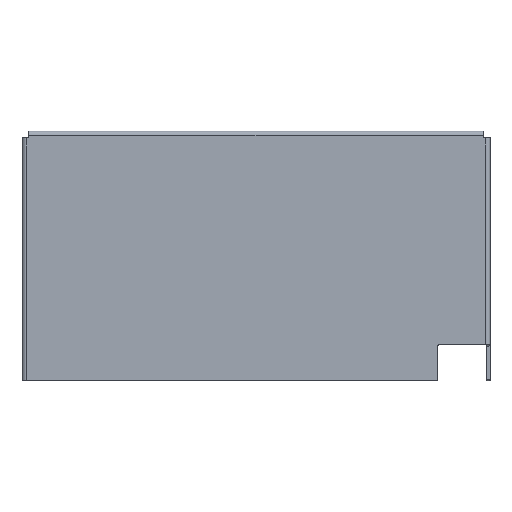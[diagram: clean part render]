
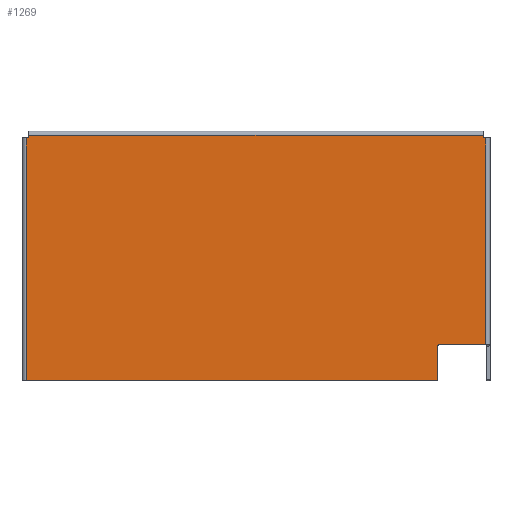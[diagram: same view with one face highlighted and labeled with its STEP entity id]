
A CAD part, front view. The second image highlights one B-rep face of the part: STEP entity #1269.
In plain terms, the highlighted planar face has unit normal (0, -1, 0).
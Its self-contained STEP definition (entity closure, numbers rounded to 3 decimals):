
#27 = VECTOR ( 'NONE', #1612, 1000. ) ;
#62 = CARTESIAN_POINT ( 'NONE',  ( -170.372, -2.3, 88.522 ) ) ;
#64 = VERTEX_POINT ( 'NONE', #1471 ) ;
#94 = ORIENTED_EDGE ( 'NONE', *, *, #757, .F. ) ;
#97 = CARTESIAN_POINT ( 'NONE',  ( 170.372, -2.3, 88.522 ) ) ;
#118 = EDGE_CURVE ( 'NONE', #192, #1741, #849, .T. ) ;
#142 = VECTOR ( 'NONE', #484, 1000. ) ;
#147 = CARTESIAN_POINT ( 'NONE',  ( -172.387, -2.3, -93.65 ) ) ;
#178 = ORIENTED_EDGE ( 'NONE', *, *, #1148, .F. ) ;
#190 = CARTESIAN_POINT ( 'NONE',  ( 137.387, -2.3, -66.65 ) ) ;
#192 = VERTEX_POINT ( 'NONE', #62 ) ;
#208 = DIRECTION ( 'NONE',  ( 0., 1., 0. ) ) ;
#216 = VERTEX_POINT ( 'NONE', #739 ) ;
#234 = LINE ( 'NONE', #780, #27 ) ;
#240 = LINE ( 'NONE', #97, #1674 ) ;
#268 = DIRECTION ( 'NONE',  ( 0., 0., 1. ) ) ;
#269 = VERTEX_POINT ( 'NONE', #190 ) ;
#271 = CARTESIAN_POINT ( 'NONE',  ( -175.5, -2.3, 88.522 ) ) ;
#278 = VECTOR ( 'NONE', #290, 1000. ) ;
#290 = DIRECTION ( 'NONE',  ( -1., 0., 0. ) ) ;
#316 = PLANE ( 'NONE',  #682 ) ;
#339 = CARTESIAN_POINT ( 'NONE',  ( 0., -2.3, 0. ) ) ;
#341 = ORIENTED_EDGE ( 'NONE', *, *, #1545, .T. ) ;
#343 = VECTOR ( 'NONE', #1663, 1000. ) ;
#360 = DIRECTION ( 'NONE',  ( 0., 0., 1. ) ) ;
#365 = DIRECTION ( 'NONE',  ( 0., 0., -1. ) ) ;
#367 = EDGE_CURVE ( 'NONE', #216, #64, #787, .T. ) ;
#370 = AXIS2_PLACEMENT_3D ( 'NONE', #1281, #866, #360 ) ;
#381 = DIRECTION ( 'NONE',  ( 0., 0., -1. ) ) ;
#394 = EDGE_CURVE ( 'NONE', #1156, #1194, #234, .T. ) ;
#411 = CARTESIAN_POINT ( 'NONE',  ( -170.372, -2.3, 90.537 ) ) ;
#437 = VERTEX_POINT ( 'NONE', #1344 ) ;
#440 = CARTESIAN_POINT ( 'NONE',  ( 136.387, -2.3, -67.65 ) ) ;
#453 = VECTOR ( 'NONE', #525, 1000. ) ;
#457 = EDGE_CURVE ( 'NONE', #1749, #1194, #959, .T. ) ;
#464 = ORIENTED_EDGE ( 'NONE', *, *, #1746, .F. ) ;
#484 = DIRECTION ( 'NONE',  ( 0., 0., 1. ) ) ;
#500 = ORIENTED_EDGE ( 'NONE', *, *, #457, .F. ) ;
#525 = DIRECTION ( 'NONE',  ( -1., 0., 0. ) ) ;
#535 = VECTOR ( 'NONE', #381, 1000. ) ;
#546 = CARTESIAN_POINT ( 'NONE',  ( 135.387, -2.3, -93.65 ) ) ;
#596 = LINE ( 'NONE', #1456, #453 ) ;
#637 = ORIENTED_EDGE ( 'NONE', *, *, #924, .T. ) ;
#682 = AXIS2_PLACEMENT_3D ( 'NONE', #339, #208, #1428 ) ;
#723 = EDGE_CURVE ( 'NONE', #1747, #1239, #1692, .T. ) ;
#734 = VERTEX_POINT ( 'NONE', #1438 ) ;
#739 = CARTESIAN_POINT ( 'NONE',  ( 170.372, -2.3, 90.537 ) ) ;
#742 = VECTOR ( 'NONE', #365, 1000. ) ;
#749 = CARTESIAN_POINT ( 'NONE',  ( 137.387, -2.3, -67.65 ) ) ;
#757 = EDGE_CURVE ( 'NONE', #64, #437, #240, .T. ) ;
#773 = CIRCLE ( 'NONE', #370, 1. ) ;
#780 = CARTESIAN_POINT ( 'NONE',  ( -172.387, -2.3, 90.537 ) ) ;
#784 = DIRECTION ( 'NONE',  ( 1., 0., 0. ) ) ;
#787 = LINE ( 'NONE', #929, #742 ) ;
#815 = LINE ( 'NONE', #1508, #278 ) ;
#849 = LINE ( 'NONE', #1246, #908 ) ;
#866 = DIRECTION ( 'NONE',  ( 0., -1., 0. ) ) ;
#889 = DIRECTION ( 'NONE',  ( 0., 1., 0. ) ) ;
#908 = VECTOR ( 'NONE', #268, 1000. ) ;
#924 = EDGE_CURVE ( 'NONE', #216, #1741, #815, .T. ) ;
#929 = CARTESIAN_POINT ( 'NONE',  ( 170.372, -2.3, 93.65 ) ) ;
#959 = LINE ( 'NONE', #1102, #961 ) ;
#961 = VECTOR ( 'NONE', #1500, 1000. ) ;
#966 = ORIENTED_EDGE ( 'NONE', *, *, #723, .F. ) ;
#979 = LINE ( 'NONE', #271, #343 ) ;
#1022 = EDGE_CURVE ( 'NONE', #1749, #1239, #773, .T. ) ;
#1027 = AXIS2_PLACEMENT_3D ( 'NONE', #749, #889, #1285 ) ;
#1028 = ORIENTED_EDGE ( 'NONE', *, *, #1303, .T. ) ;
#1034 = CARTESIAN_POINT ( 'NONE',  ( 136.387, -2.3, -93.65 ) ) ;
#1047 = ORIENTED_EDGE ( 'NONE', *, *, #394, .T. ) ;
#1102 = CARTESIAN_POINT ( 'NONE',  ( -175.5, -2.3, -93.65 ) ) ;
#1148 = EDGE_CURVE ( 'NONE', #734, #269, #596, .T. ) ;
#1156 = VERTEX_POINT ( 'NONE', #1483 ) ;
#1194 = VERTEX_POINT ( 'NONE', #147 ) ;
#1239 = VERTEX_POINT ( 'NONE', #1369 ) ;
#1246 = CARTESIAN_POINT ( 'NONE',  ( -170.372, -2.3, 88.522 ) ) ;
#1267 = LINE ( 'NONE', #1292, #142 ) ;
#1269 = ADVANCED_FACE ( 'NONE', ( #1714 ), #316, .F. ) ;
#1281 = CARTESIAN_POINT ( 'NONE',  ( 135.387, -2.3, -92.65 ) ) ;
#1285 = DIRECTION ( 'NONE',  ( 0., 0., 1. ) ) ;
#1292 = CARTESIAN_POINT ( 'NONE',  ( 172.387, -2.3, -93.65 ) ) ;
#1303 = EDGE_CURVE ( 'NONE', #734, #437, #1267, .T. ) ;
#1344 = CARTESIAN_POINT ( 'NONE',  ( 172.387, -2.3, 88.522 ) ) ;
#1369 = CARTESIAN_POINT ( 'NONE',  ( 136.387, -2.3, -92.65 ) ) ;
#1392 = CIRCLE ( 'NONE', #1027, 1. ) ;
#1428 = DIRECTION ( 'NONE',  ( 0., 0., 1. ) ) ;
#1430 = ORIENTED_EDGE ( 'NONE', *, *, #1022, .T. ) ;
#1438 = CARTESIAN_POINT ( 'NONE',  ( 172.387, -2.3, -66.65 ) ) ;
#1456 = CARTESIAN_POINT ( 'NONE',  ( 172.387, -2.3, -66.65 ) ) ;
#1471 = CARTESIAN_POINT ( 'NONE',  ( 170.372, -2.3, 88.522 ) ) ;
#1483 = CARTESIAN_POINT ( 'NONE',  ( -172.387, -2.3, 88.522 ) ) ;
#1500 = DIRECTION ( 'NONE',  ( -1., 0., 0. ) ) ;
#1507 = ORIENTED_EDGE ( 'NONE', *, *, #367, .F. ) ;
#1508 = CARTESIAN_POINT ( 'NONE',  ( 172.387, -2.3, 90.537 ) ) ;
#1545 = EDGE_CURVE ( 'NONE', #1747, #269, #1392, .T. ) ;
#1581 = ORIENTED_EDGE ( 'NONE', *, *, #118, .F. ) ;
#1600 = EDGE_LOOP ( 'NONE', ( #94, #1507, #637, #1581, #464, #1047, #500, #1430, #966, #341, #178, #1028 ) ) ;
#1612 = DIRECTION ( 'NONE',  ( 0., 0., -1. ) ) ;
#1663 = DIRECTION ( 'NONE',  ( 1., 0., 0. ) ) ;
#1674 = VECTOR ( 'NONE', #784, 1000. ) ;
#1692 = LINE ( 'NONE', #1034, #535 ) ;
#1714 = FACE_OUTER_BOUND ( 'NONE', #1600, .T. ) ;
#1741 = VERTEX_POINT ( 'NONE', #411 ) ;
#1746 = EDGE_CURVE ( 'NONE', #1156, #192, #979, .T. ) ;
#1747 = VERTEX_POINT ( 'NONE', #440 ) ;
#1749 = VERTEX_POINT ( 'NONE', #546 ) ;
